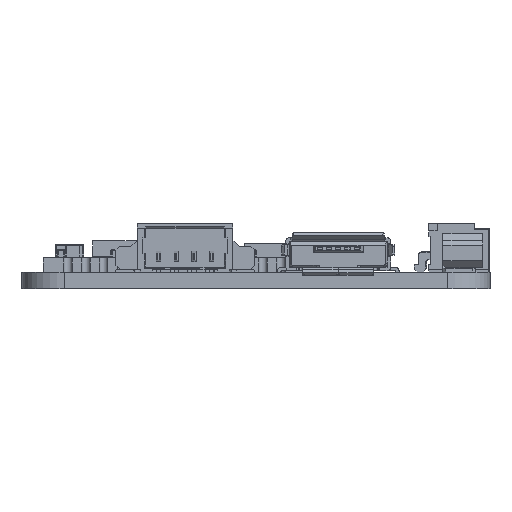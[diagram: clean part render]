
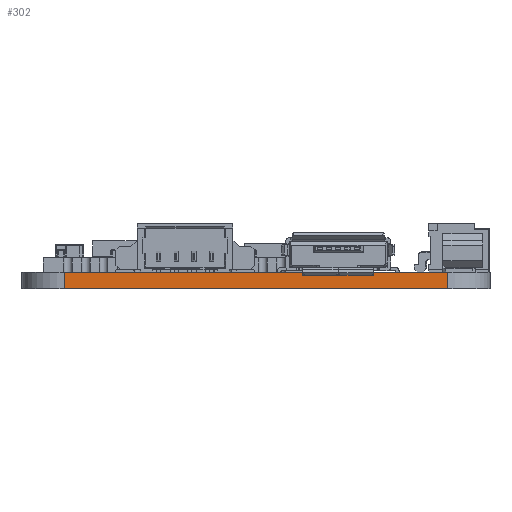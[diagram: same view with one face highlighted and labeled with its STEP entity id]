
A CAD part, left-side view. The second image highlights one B-rep face of the part: STEP entity #302.
In plain terms, the highlighted planar face has unit normal (-1, 0, 0).
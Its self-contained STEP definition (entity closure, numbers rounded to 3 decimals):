
#72 = EDGE_CURVE('',#73,#75,#77,.T.);
#73 = VERTEX_POINT('',#74);
#74 = CARTESIAN_POINT('',(0.,2.975,-1.191
    ));
#75 = VERTEX_POINT('',#76);
#76 = CARTESIAN_POINT('',(0.,2.975,0.));
#77 = LINE('',#78,#79);
#78 = CARTESIAN_POINT('',(0.,2.975,-1.191
    ));
#79 = VECTOR('',#80,1.);
#80 = DIRECTION('',(0.,0.,1.));
#275 = VERTEX_POINT('',#276);
#276 = CARTESIAN_POINT('',(0.,30.025,0.));
#283 = EDGE_CURVE('',#284,#275,#286,.T.);
#284 = VERTEX_POINT('',#285);
#285 = CARTESIAN_POINT('',(0.,30.025,
    -1.191));
#286 = LINE('',#287,#288);
#287 = CARTESIAN_POINT('',(0.,30.025,
    -1.191));
#288 = VECTOR('',#289,1.);
#289 = DIRECTION('',(0.,0.,1.));
#302 = ADVANCED_FACE('',(#303),#319,.F.);
#303 = FACE_BOUND('',#304,.F.);
#304 = EDGE_LOOP('',(#305,#306,#312,#313));
#305 = ORIENTED_EDGE('',*,*,#283,.T.);
#306 = ORIENTED_EDGE('',*,*,#307,.T.);
#307 = EDGE_CURVE('',#275,#75,#308,.T.);
#308 = LINE('',#309,#310);
#309 = CARTESIAN_POINT('',(0.,30.025,0.));
#310 = VECTOR('',#311,1.);
#311 = DIRECTION('',(0.,-1.,0.));
#312 = ORIENTED_EDGE('',*,*,#72,.F.);
#313 = ORIENTED_EDGE('',*,*,#314,.F.);
#314 = EDGE_CURVE('',#284,#73,#315,.T.);
#315 = LINE('',#316,#317);
#316 = CARTESIAN_POINT('',(0.,30.025,-1.191));
#317 = VECTOR('',#318,1.);
#318 = DIRECTION('',(0.,-1.,0.));
#319 = PLANE('',#320);
#320 = AXIS2_PLACEMENT_3D('',#321,#322,#323);
#321 = CARTESIAN_POINT('',(0.,30.025,-1.191));
#322 = DIRECTION('',(1.,0.,0.));
#323 = DIRECTION('',(0.,-1.,0.));
